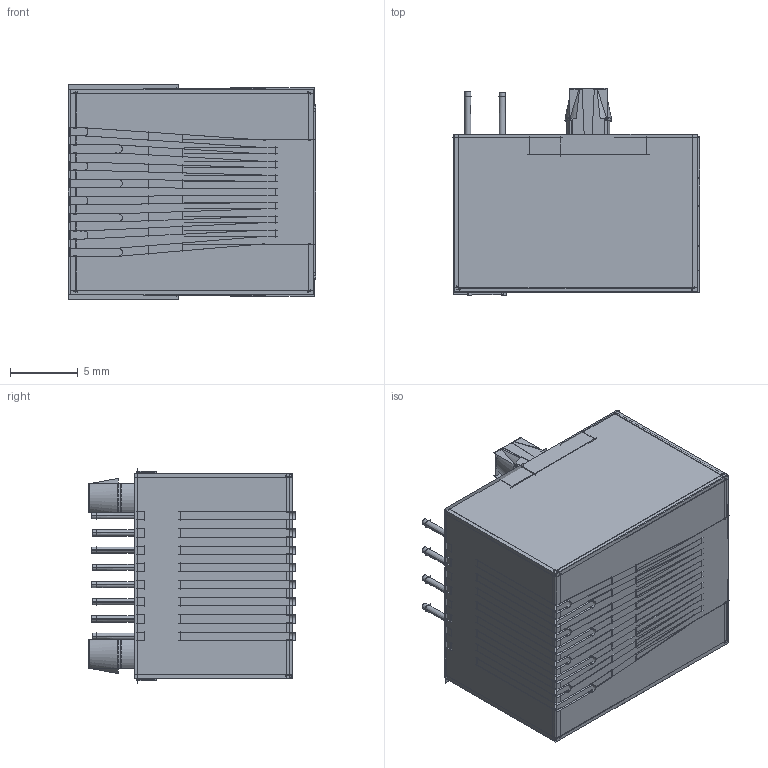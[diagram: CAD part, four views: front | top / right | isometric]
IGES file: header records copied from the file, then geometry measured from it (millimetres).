
Start section:  PTC IGES file: DGKYD53211188IWA1DY1017.igs
Global section: file name: DGKYD53211188IWA1DY1017.igs; native system: Creo Parametric by PTC Inc.; preprocessor: 2018400; author: Administrator; organization: Unknown; date: 20210914.110542; units: millimetre
Bounding box: 18.31 x 15.27 x 15.81 mm (x, y, z)
Surface area: 69229.2 mm2
Topology: 9 solids, 9 shells, 748 faces, 5012 edges, 7046 vertices
Faces by surface type: bspline 598, revolution 150
